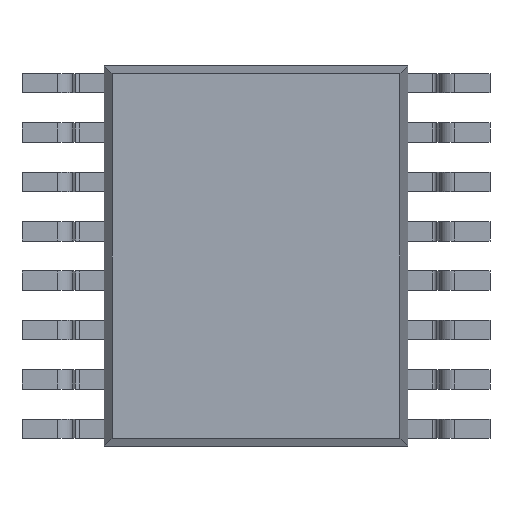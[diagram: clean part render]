
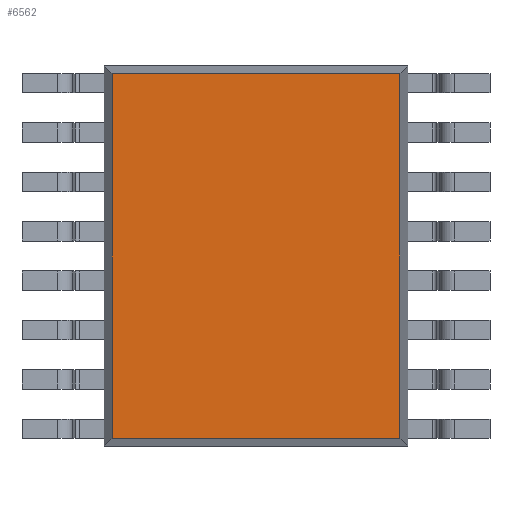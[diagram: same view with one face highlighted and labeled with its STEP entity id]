
A CAD part, front view. The second image highlights one B-rep face of the part: STEP entity #6562.
In plain terms, the highlighted planar face has unit normal (0, -1, 0).
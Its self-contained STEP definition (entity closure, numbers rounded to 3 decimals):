
#1 = CARTESIAN_POINT ( 'NONE',  ( -1.95, 0.2, -2.347 ) ) ;
#190 = CARTESIAN_POINT ( 'NONE',  ( 1.852, 0.2, 2.347 ) ) ;
#424 = DIRECTION ( 'NONE',  ( 0., 0., -1. ) ) ;
#890 = CARTESIAN_POINT ( 'NONE',  ( -1.852, 0.2, -2.347 ) ) ;
#1459 = VERTEX_POINT ( 'NONE', #190 ) ;
#1708 = VERTEX_POINT ( 'NONE', #4269 ) ;
#1928 = VERTEX_POINT ( 'NONE', #890 ) ;
#1953 = EDGE_CURVE ( 'NONE', #1708, #1928, #4602, .T. ) ;
#2025 = VECTOR ( 'NONE', #4715, 1000. ) ;
#2045 = VECTOR ( 'NONE', #4803, 1000. ) ;
#2159 = VECTOR ( 'NONE', #5957, 1000. ) ;
#2402 = CARTESIAN_POINT ( 'NONE',  ( 1.95, 0.2, 2.347 ) ) ;
#2730 = EDGE_CURVE ( 'NONE', #1459, #1708, #3576, .T. ) ;
#3304 = LINE ( 'NONE', #1, #4492 ) ;
#3576 = LINE ( 'NONE', #2402, #2045 ) ;
#3913 = EDGE_LOOP ( 'NONE', ( #4746, #6605, #6827, #6099 ) ) ;
#4269 = CARTESIAN_POINT ( 'NONE',  ( -1.852, 0.2, 2.347 ) ) ;
#4402 = PLANE ( 'NONE',  #5581 ) ;
#4492 = VECTOR ( 'NONE', #5176, 1000. ) ;
#4602 = LINE ( 'NONE', #5929, #2159 ) ;
#4715 = DIRECTION ( 'NONE',  ( 0., 0., 1. ) ) ;
#4746 = ORIENTED_EDGE ( 'NONE', *, *, #5565, .T. ) ;
#4803 = DIRECTION ( 'NONE',  ( -1., 0., 0. ) ) ;
#4905 = VERTEX_POINT ( 'NONE', #7378 ) ;
#5082 = LINE ( 'NONE', #5304, #2025 ) ;
#5176 = DIRECTION ( 'NONE',  ( 1., 0., 0. ) ) ;
#5261 = FACE_OUTER_BOUND ( 'NONE', #3913, .T. ) ;
#5304 = CARTESIAN_POINT ( 'NONE',  ( 1.852, 0.2, -2.445 ) ) ;
#5565 = EDGE_CURVE ( 'NONE', #1928, #4905, #3304, .T. ) ;
#5581 = AXIS2_PLACEMENT_3D ( 'NONE', #6002, #7239, #424 ) ;
#5929 = CARTESIAN_POINT ( 'NONE',  ( -1.852, 0.2, 2.445 ) ) ;
#5957 = DIRECTION ( 'NONE',  ( 0., 0., -1. ) ) ;
#6002 = CARTESIAN_POINT ( 'NONE',  ( 0., 0.2, 0. ) ) ;
#6099 = ORIENTED_EDGE ( 'NONE', *, *, #1953, .T. ) ;
#6562 = ADVANCED_FACE ( 'NONE', ( #5261 ), #4402, .T. ) ;
#6605 = ORIENTED_EDGE ( 'NONE', *, *, #7029, .T. ) ;
#6827 = ORIENTED_EDGE ( 'NONE', *, *, #2730, .T. ) ;
#7029 = EDGE_CURVE ( 'NONE', #4905, #1459, #5082, .T. ) ;
#7239 = DIRECTION ( 'NONE',  ( 0., -1., 0. ) ) ;
#7378 = CARTESIAN_POINT ( 'NONE',  ( 1.852, 0.2, -2.347 ) ) ;
